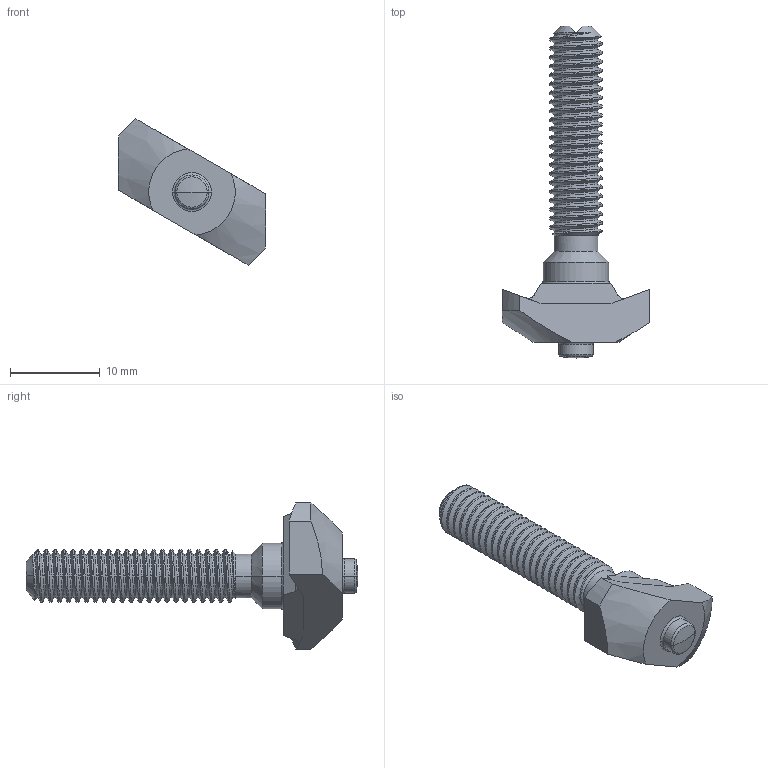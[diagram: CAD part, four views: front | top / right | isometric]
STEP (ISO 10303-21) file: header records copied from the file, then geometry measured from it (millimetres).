
FILE_DESCRIPTION (( 'STEP AP214' ), '1' );
FILE_NAME ('M6x25mm Drop-In T-Stud(40HDI-3407-001-00).step', '2023-08-31T17:33:38', ( '' ), ( '' ), 'SwSTEP 2.0', 'SolidWorks 2020', '' );
FILE_SCHEMA (( 'AUTOMOTIVE_DESIGN' ));
Length unit declared in the file: millimetre
Products named in the file (1): M6x25mm Drop-In T-Stud(40HDI-3407-001-00)
Bounding box: 16.51 x 37.08 x 16.32 mm (x, y, z)
Volume: 1450.7 mm3; surface area: 1256.5 mm2
Topology: 1 solids, 1 shells, 141 faces, 401 edges, 263 vertices
Faces by surface type: cylinder 100, plane 21, cone 10, torus 6, sphere 2, bspline 2
Entity records: 7242 total; most frequent: CARTESIAN_POINT 4128, ORIENTED_EDGE 802, DIRECTION 508, EDGE_CURVE 401, VERTEX_POINT 263, AXIS2_PLACEMENT_3D 181, LINE 146, VECTOR 146
